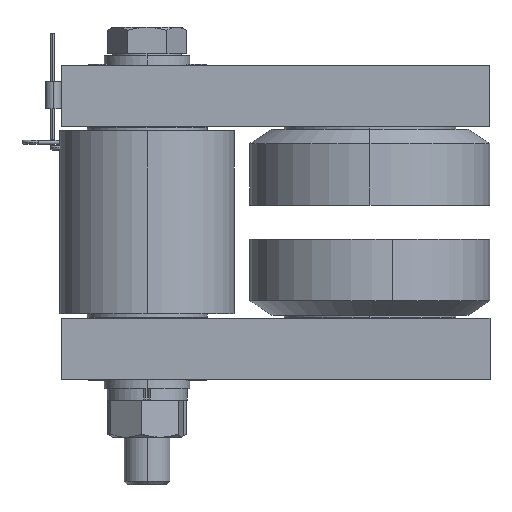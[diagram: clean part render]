
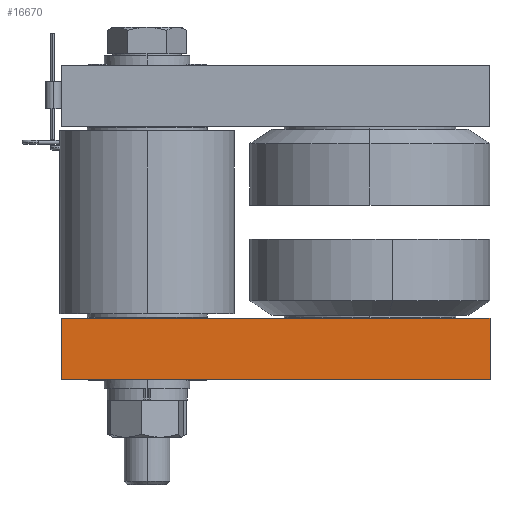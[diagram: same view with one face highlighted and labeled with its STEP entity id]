
A CAD part, left-side view. The second image highlights one B-rep face of the part: STEP entity #16670.
In plain terms, the highlighted planar face has unit normal (-1, 0, 0).
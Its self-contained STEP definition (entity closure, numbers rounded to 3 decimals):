
#847 = DIRECTION ( 'NONE',  ( -1., 0., 0. ) ) ;
#1159 = VERTEX_POINT ( 'NONE', #9619 ) ;
#2386 = EDGE_LOOP ( 'NONE', ( #16011, #12182, #7385, #6061 ) ) ;
#2993 = CARTESIAN_POINT ( 'NONE',  ( -65., 108., -110. ) ) ;
#3509 = VERTEX_POINT ( 'NONE', #2993 ) ;
#3619 = CARTESIAN_POINT ( 'NONE',  ( -65., 108., -88.5 ) ) ;
#3709 = EDGE_CURVE ( 'NONE', #5393, #1159, #17389, .T. ) ;
#3858 = CARTESIAN_POINT ( 'NONE',  ( -65., -42., -88.5 ) ) ;
#4541 = DIRECTION ( 'NONE',  ( 0., 1., 0. ) ) ;
#5393 = VERTEX_POINT ( 'NONE', #19121 ) ;
#6061 = ORIENTED_EDGE ( 'NONE', *, *, #19155, .T. ) ;
#7385 = ORIENTED_EDGE ( 'NONE', *, *, #11717, .T. ) ;
#9619 = CARTESIAN_POINT ( 'NONE',  ( -65., -42., -110. ) ) ;
#9631 = FACE_OUTER_BOUND ( 'NONE', #2386, .T. ) ;
#9645 = DIRECTION ( 'NONE',  ( 0., 1., 0. ) ) ;
#9870 = DIRECTION ( 'NONE',  ( 0., 0., -1. ) ) ;
#9916 = DIRECTION ( 'NONE',  ( 0., 1., 0. ) ) ;
#10840 = AXIS2_PLACEMENT_3D ( 'NONE', #15741, #847, #9916 ) ;
#10891 = VECTOR ( 'NONE', #9870, 1000. ) ;
#11717 = EDGE_CURVE ( 'NONE', #5393, #17579, #17146, .T. ) ;
#11822 = VECTOR ( 'NONE', #19374, 1000. ) ;
#12182 = ORIENTED_EDGE ( 'NONE', *, *, #3709, .F. ) ;
#13350 = LINE ( 'NONE', #13453, #11822 ) ;
#13453 = CARTESIAN_POINT ( 'NONE',  ( -65., 108., -88.5 ) ) ;
#14409 = CARTESIAN_POINT ( 'NONE',  ( -65., 108., -88.5 ) ) ;
#14919 = EDGE_CURVE ( 'NONE', #1159, #3509, #19516, .T. ) ;
#15092 = CARTESIAN_POINT ( 'NONE',  ( -65., 108., -110. ) ) ;
#15741 = CARTESIAN_POINT ( 'NONE',  ( -65., 108., -88.5 ) ) ;
#16011 = ORIENTED_EDGE ( 'NONE', *, *, #14919, .F. ) ;
#16126 = VECTOR ( 'NONE', #4541, 1000. ) ;
#16378 = VECTOR ( 'NONE', #9645, 1000. ) ;
#16670 = ADVANCED_FACE ( 'NONE', ( #9631 ), #18789, .T. ) ;
#17146 = LINE ( 'NONE', #3619, #16378 ) ;
#17389 = LINE ( 'NONE', #3858, #10891 ) ;
#17579 = VERTEX_POINT ( 'NONE', #14409 ) ;
#18789 = PLANE ( 'NONE',  #10840 ) ;
#19121 = CARTESIAN_POINT ( 'NONE',  ( -65., -42., -88.5 ) ) ;
#19155 = EDGE_CURVE ( 'NONE', #17579, #3509, #13350, .T. ) ;
#19374 = DIRECTION ( 'NONE',  ( 0., 0., -1. ) ) ;
#19516 = LINE ( 'NONE', #15092, #16126 ) ;
